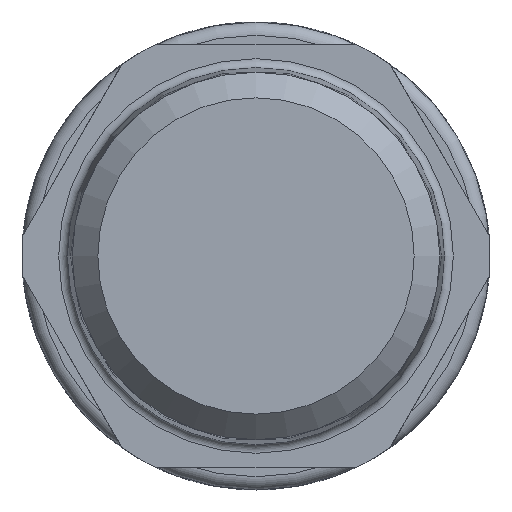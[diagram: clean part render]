
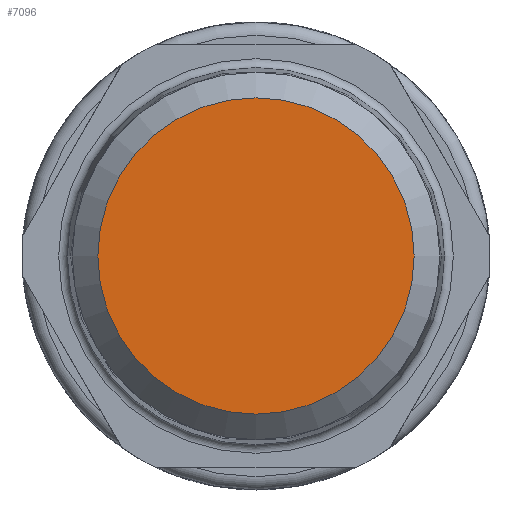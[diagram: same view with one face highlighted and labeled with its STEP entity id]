
A CAD part, left-side view. The second image highlights one B-rep face of the part: STEP entity #7096.
In plain terms, the highlighted planar face has unit normal (-1, 0, 0).
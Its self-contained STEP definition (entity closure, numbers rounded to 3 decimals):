
#1451=FACE_OUTER_BOUND('',#1827,.T.);
#1827=EDGE_LOOP('',(#6179,#6180));
#2333=CIRCLE('',#7975,8.956);
#2334=CIRCLE('',#7976,8.956);
#3048=VERTEX_POINT('',#14829);
#3049=VERTEX_POINT('',#14830);
#4100=EDGE_CURVE('',#3048,#3049,#2333,.T.);
#4101=EDGE_CURVE('',#3049,#3048,#2334,.T.);
#6179=ORIENTED_EDGE('',*,*,#4100,.F.);
#6180=ORIENTED_EDGE('',*,*,#4101,.F.);
#6387=PLANE('',#7974);
#7096=ADVANCED_FACE('',(#1451),#6387,.T.);
#7974=AXIS2_PLACEMENT_3D('',#14828,#9892,#9893);
#7975=AXIS2_PLACEMENT_3D('',#14831,#9894,#9895);
#7976=AXIS2_PLACEMENT_3D('',#14832,#9896,#9897);
#9892=DIRECTION('center_axis',(-1.,0.,0.));
#9893=DIRECTION('ref_axis',(0.,0.,
-1.));
#9894=DIRECTION('center_axis',(1.,0.,0.));
#9895=DIRECTION('ref_axis',(0.,0.,
1.));
#9896=DIRECTION('center_axis',(1.,0.,0.));
#9897=DIRECTION('ref_axis',(0.,0.,
1.));
#14828=CARTESIAN_POINT('Origin',(-20.9,-8.956,0.));
#14829=CARTESIAN_POINT('',(-20.9,-8.956,0.));
#14830=CARTESIAN_POINT('',(-20.9,8.956,0.));
#14831=CARTESIAN_POINT('Origin',(-20.9,0.,
0.));
#14832=CARTESIAN_POINT('Origin',(-20.9,0.,
0.));
